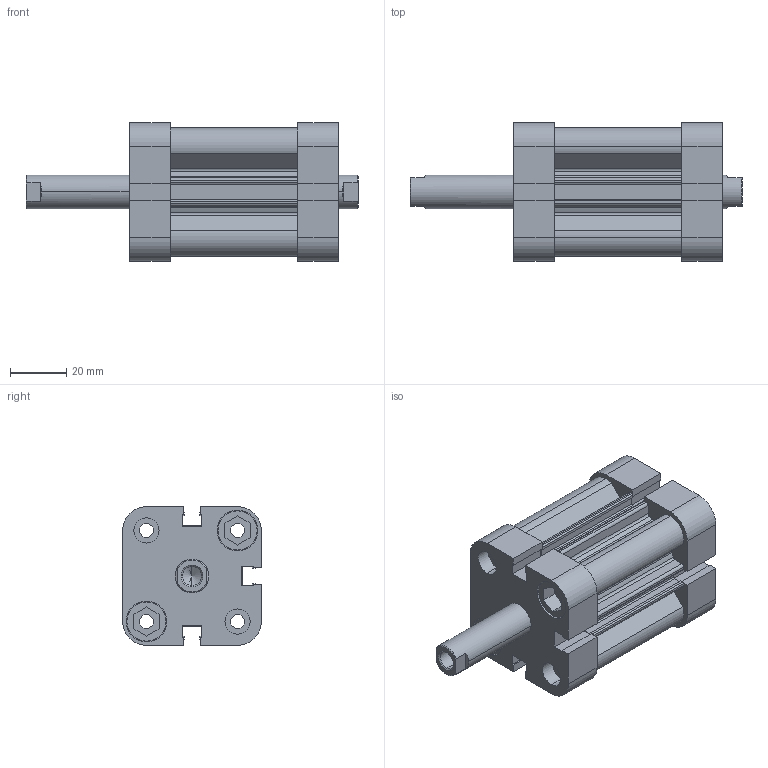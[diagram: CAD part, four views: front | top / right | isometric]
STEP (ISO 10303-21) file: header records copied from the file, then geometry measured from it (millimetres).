
FILE_DESCRIPTION (( 'STEP AP214' ), '1' );
FILE_NAME ('KCD-32-30-CYLINDER.STEP', '2013-07-24T11:51:58', ( '' ), ( '' ), 'SwSTEP 2.0', 'SolidWorks 2010', '' );
FILE_SCHEMA (( 'AUTOMOTIVE_DESIGN' ));
Length unit declared in the file: millimetre
Products named in the file (4): KCD  32  烰 KAPAK; KCD  32  M尳; KCD 32  BORU_Varsayýlan; KCD-32-30-CYLINDER
Assembly tree (4 placements, depth 2):
  KCD-32-30-CYLINDER
    KCD  32  烰 KAPAK  x2
    KCD  32  M尳
    KCD 32  BORU_Varsayýlan
Bounding box: 118.5 x 49.5 x 49.5 mm (x, y, z)
Volume: 108716 mm3; surface area: 51938.1 mm2
Topology: 4 solids, 4 shells, 322 faces, 864 edges, 570 vertices
Faces by surface type: plane 170, cylinder 136, cone 16
Entity records: 7912 total; most frequent: CARTESIAN_POINT 1367, DIRECTION 1342, ORIENTED_EDGE 1292, EDGE_CURVE 646, AXIS2_PLACEMENT_3D 467, VERTEX_POINT 428, VECTOR 408, LINE 408
